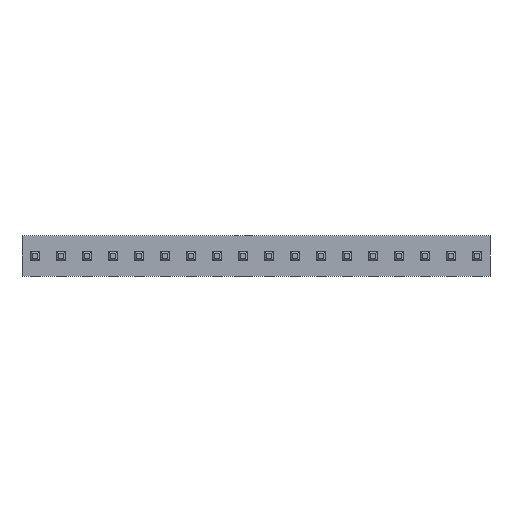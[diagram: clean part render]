
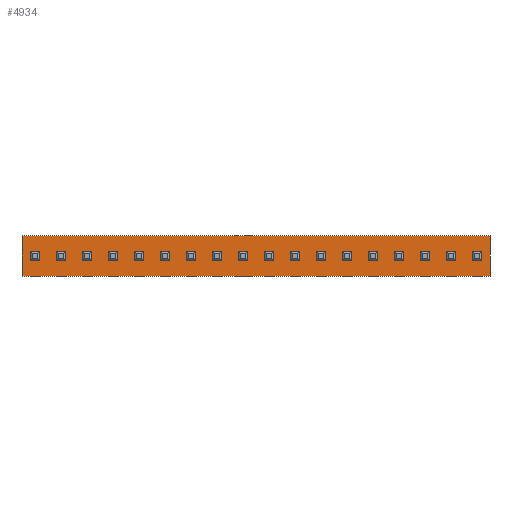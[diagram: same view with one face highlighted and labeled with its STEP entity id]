
A CAD part, front view. The second image highlights one B-rep face of the part: STEP entity #4934.
In plain terms, the highlighted planar face has unit normal (0, -1, 0).
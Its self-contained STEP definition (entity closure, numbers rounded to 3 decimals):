
#204=FACE_OUTER_BOUND('',#534,.T.);
#534=EDGE_LOOP('',(#3263,#3264,#3265,#3266));
#859=LINE('',#6828,#1483);
#863=LINE('',#6837,#1487);
#867=LINE('',#6844,#1491);
#869=LINE('',#6847,#1493);
#1483=VECTOR('',#5611,10.);
#1487=VECTOR('',#5617,10.);
#1491=VECTOR('',#5623,10.);
#1493=VECTOR('',#5627,10.);
#2107=VERTEX_POINT('',#6826);
#2108=VERTEX_POINT('',#6827);
#2111=VERTEX_POINT('',#6835);
#2112=VERTEX_POINT('',#6836);
#2547=EDGE_CURVE('',#2107,#2108,#859,.T.);
#2551=EDGE_CURVE('',#2111,#2112,#863,.T.);
#2555=EDGE_CURVE('',#2112,#2107,#867,.T.);
#2557=EDGE_CURVE('',#2108,#2111,#869,.T.);
#3263=ORIENTED_EDGE('',*,*,#2557,.T.);
#3264=ORIENTED_EDGE('',*,*,#2551,.T.);
#3265=ORIENTED_EDGE('',*,*,#2555,.T.);
#3266=ORIENTED_EDGE('',*,*,#2547,.T.);
#4640=PLANE('',#5315);
#4934=ADVANCED_FACE('',(#204),#4640,.F.);
#5315=AXIS2_PLACEMENT_3D('',#6850,#5631,#5632);
#5611=DIRECTION('',(0.,0.,-1.));
#5617=DIRECTION('',(0.,0.,1.));
#5623=DIRECTION('',(-1.,0.,0.));
#5627=DIRECTION('',(1.,0.,0.));
#5631=DIRECTION('center_axis',(0.,1.,0.));
#5632=DIRECTION('ref_axis',(1.,0.,0.));
#6826=CARTESIAN_POINT('',(-22.225,0.,1.));
#6827=CARTESIAN_POINT('',(-22.225,0.,-1.));
#6828=CARTESIAN_POINT('',(-22.225,0.,1.));
#6835=CARTESIAN_POINT('',(0.635,0.,-1.));
#6836=CARTESIAN_POINT('',(0.635,0.,1.));
#6837=CARTESIAN_POINT('',(0.635,0.,-1.));
#6844=CARTESIAN_POINT('',(-0.635,0.,1.));
#6847=CARTESIAN_POINT('',(-0.635,0.,-1.));
#6850=CARTESIAN_POINT('Origin',(0.,0.,0.));
